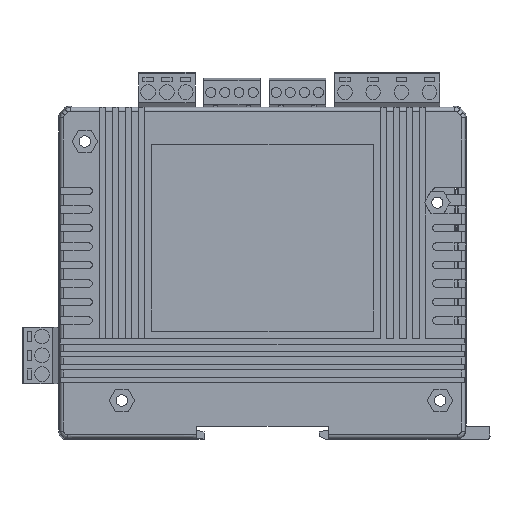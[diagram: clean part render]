
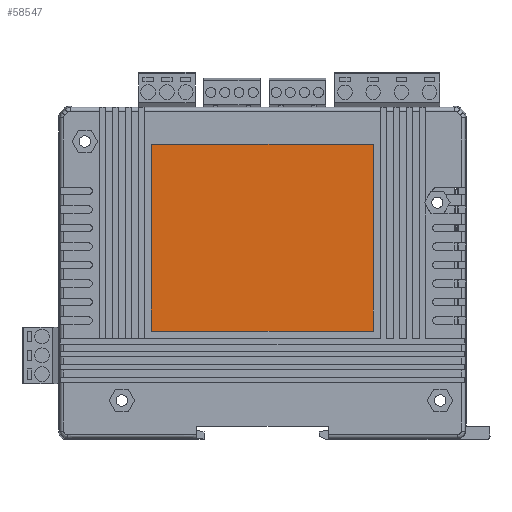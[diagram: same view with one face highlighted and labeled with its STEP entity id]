
A CAD part, left-side view. The second image highlights one B-rep face of the part: STEP entity #58547.
In plain terms, the highlighted face is planar.
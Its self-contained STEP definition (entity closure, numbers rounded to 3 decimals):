
#1111 = LINE ( 'NONE', #43610, #46323 ) ;
#3453 = PLANE ( 'NONE',  #5052 ) ;
#5052 = AXIS2_PLACEMENT_3D ( 'NONE', #29850, #61011, #25020 ) ;
#5200 = EDGE_CURVE ( 'NONE', #23502, #49297, #24668, .T. ) ;
#5438 = ORIENTED_EDGE ( 'NONE', *, *, #6623, .T. ) ;
#6623 = EDGE_CURVE ( 'NONE', #31026, #14613, #26114, .T. ) ;
#7256 = CARTESIAN_POINT ( 'NONE',  ( -89.392, -16.894, -19.971 ) ) ;
#12753 = LINE ( 'NONE', #7256, #20088 ) ;
#13865 = ORIENTED_EDGE ( 'NONE', *, *, #55941, .F. ) ;
#14415 = CARTESIAN_POINT ( 'NONE',  ( -29.392, -16.894, -19.971 ) ) ;
#14613 = VERTEX_POINT ( 'NONE', #65915 ) ;
#17453 = CARTESIAN_POINT ( 'NONE',  ( -89.392, -16.894, -19.971 ) ) ;
#18903 = FACE_OUTER_BOUND ( 'NONE', #48961, .T. ) ;
#20088 = VECTOR ( 'NONE', #38116, 1000. ) ;
#20638 = CARTESIAN_POINT ( 'NONE',  ( -29.392, -16.894, -70.429 ) ) ;
#22043 = DIRECTION ( 'NONE',  ( 0., 0., -1. ) ) ;
#23502 = VERTEX_POINT ( 'NONE', #26999 ) ;
#24534 = EDGE_CURVE ( 'NONE', #23502, #31026, #1111, .T. ) ;
#24668 = LINE ( 'NONE', #14415, #47314 ) ;
#25020 = DIRECTION ( 'NONE',  ( 0., 0., 1. ) ) ;
#25441 = ORIENTED_EDGE ( 'NONE', *, *, #5200, .F. ) ;
#26114 = LINE ( 'NONE', #20638, #50269 ) ;
#26999 = CARTESIAN_POINT ( 'NONE',  ( -29.392, -16.894, -19.971 ) ) ;
#29850 = CARTESIAN_POINT ( 'NONE',  ( -29.392, -16.894, -70.429 ) ) ;
#30142 = DIRECTION ( 'NONE',  ( -1., 0., 0. ) ) ;
#30560 = CARTESIAN_POINT ( 'NONE',  ( -29.392, -16.894, -70.429 ) ) ;
#31026 = VERTEX_POINT ( 'NONE', #30560 ) ;
#38116 = DIRECTION ( 'NONE',  ( 0., 0., -1. ) ) ;
#43610 = CARTESIAN_POINT ( 'NONE',  ( -29.392, -16.894, -19.971 ) ) ;
#46323 = VECTOR ( 'NONE', #22043, 1000. ) ;
#47314 = VECTOR ( 'NONE', #30142, 1000. ) ;
#48961 = EDGE_LOOP ( 'NONE', ( #58720, #5438, #13865, #25441 ) ) ;
#49297 = VERTEX_POINT ( 'NONE', #17453 ) ;
#50269 = VECTOR ( 'NONE', #61768, 1000. ) ;
#55941 = EDGE_CURVE ( 'NONE', #49297, #14613, #12753, .T. ) ;
#58547 = ADVANCED_FACE ( 'NONE', ( #18903 ), #3453, .T. ) ;
#58720 = ORIENTED_EDGE ( 'NONE', *, *, #24534, .T. ) ;
#61011 = DIRECTION ( 'NONE',  ( 0., 1., 0. ) ) ;
#61768 = DIRECTION ( 'NONE',  ( -1., 0., 0. ) ) ;
#65915 = CARTESIAN_POINT ( 'NONE',  ( -89.392, -16.894, -70.429 ) ) ;
